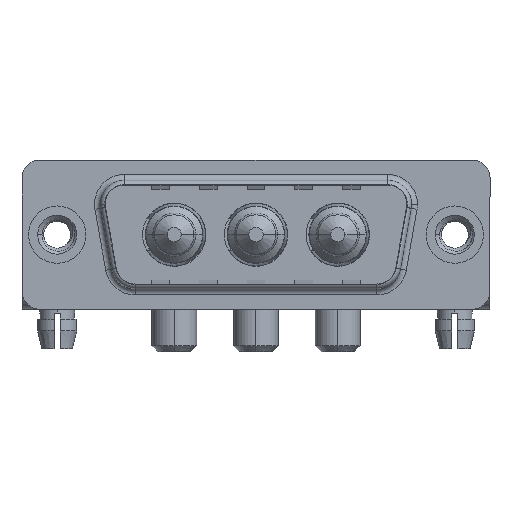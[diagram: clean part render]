
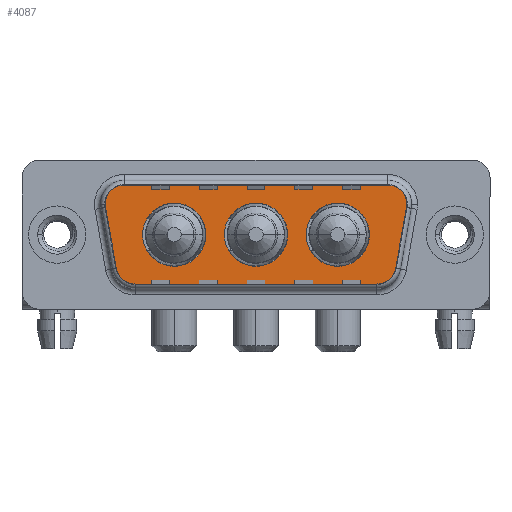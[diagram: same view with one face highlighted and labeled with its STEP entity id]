
A CAD part, top view. The second image highlights one B-rep face of the part: STEP entity #4087.
In plain terms, the highlighted planar face has unit normal (0, 0, 1).
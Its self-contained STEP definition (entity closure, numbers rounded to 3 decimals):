
#26 = DIRECTION ( 'NONE',  ( 0., 0., 1. ) ) ;
#116 = VECTOR ( 'NONE', #12720, 1000. ) ;
#811 = CARTESIAN_POINT ( 'NONE',  ( 29.889, 2.9, 0. ) ) ;
#926 = CARTESIAN_POINT ( 'NONE',  ( 5.411, 2.9, 0. ) ) ;
#1058 = VERTEX_POINT ( 'NONE', #9925 ) ;
#1153 = DIRECTION ( 'NONE',  ( 1., 0., 0. ) ) ;
#1233 = DIRECTION ( 'NONE',  ( 0., 0., 1. ) ) ;
#1297 = VERTEX_POINT ( 'NONE', #5048 ) ;
#1307 = CARTESIAN_POINT ( 'NONE',  ( 9.8, 0., 0. ) ) ;
#1523 = VERTEX_POINT ( 'NONE', #811 ) ;
#1628 = CARTESIAN_POINT ( 'NONE',  ( 12.45, 0., 0. ) ) ;
#2027 = VERTEX_POINT ( 'NONE', #11484 ) ;
#2218 = CARTESIAN_POINT ( 'NONE',  ( 3.441, 2.553, 0. ) ) ;
#2401 = FACE_BOUND ( 'NONE', #10391, .T. ) ;
#2575 = VERTEX_POINT ( 'NONE', #3281 ) ;
#2613 = EDGE_CURVE ( 'NONE', #7244, #1058, #7980, .T. ) ;
#2721 = CARTESIAN_POINT ( 'NONE',  ( 7.15, 0., 0. ) ) ;
#2847 = DIRECTION ( 'NONE',  ( 0., 0., 1. ) ) ;
#3261 = DIRECTION ( 'NONE',  ( -1., 0., 0. ) ) ;
#3272 = EDGE_CURVE ( 'NONE', #10685, #8473, #13419, .T. ) ;
#3281 = CARTESIAN_POINT ( 'NONE',  ( 26.866, -4.9, 0. ) ) ;
#3464 = VECTOR ( 'NONE', #12431, 1000. ) ;
#3540 = CARTESIAN_POINT ( 'NONE',  ( 4.464, -3.247, 0. ) ) ;
#3570 = ORIENTED_EDGE ( 'NONE', *, *, #3272, .F. ) ;
#3615 = DIRECTION ( 'NONE',  ( 1., 0., 0. ) ) ;
#3708 = ORIENTED_EDGE ( 'NONE', *, *, #8999, .T. ) ;
#3758 = EDGE_CURVE ( 'NONE', #7059, #2027, #13427, .T. ) ;
#4066 = ORIENTED_EDGE ( 'NONE', *, *, #10687, .F. ) ;
#4087 = ADVANCED_FACE ( 'NONE', ( #2401, #8100, #7095, #8173 ), #9483, .T. ) ;
#4169 = LINE ( 'NONE', #15067, #5281 ) ;
#4312 = DIRECTION ( 'NONE',  ( 0.174, 0.985, 0. ) ) ;
#4324 = VECTOR ( 'NONE', #4312, 1000. ) ;
#4332 = EDGE_CURVE ( 'NONE', #9896, #2575, #4169, .T. ) ;
#4398 = LINE ( 'NONE', #12580, #4324 ) ;
#4422 = EDGE_CURVE ( 'NONE', #2575, #11089, #9475, .T. ) ;
#4466 = AXIS2_PLACEMENT_3D ( 'NONE', #9798, #2847, #6251 ) ;
#4533 = AXIS2_PLACEMENT_3D ( 'NONE', #12048, #7100, #7393 ) ;
#4541 = VERTEX_POINT ( 'NONE', #9547 ) ;
#4623 = DIRECTION ( 'NONE',  ( 0., 0., 1. ) ) ;
#4920 = EDGE_CURVE ( 'NONE', #1523, #7244, #11983, .T. ) ;
#5035 = CARTESIAN_POINT ( 'NONE',  ( 16.65, 0., 0. ) ) ;
#5048 = CARTESIAN_POINT ( 'NONE',  ( 29.859, 2.553, 0. ) ) ;
#5162 = ORIENTED_EDGE ( 'NONE', *, *, #8015, .T. ) ;
#5203 = EDGE_LOOP ( 'NONE', ( #4066, #7006 ) ) ;
#5281 = VECTOR ( 'NONE', #7685, 1000. ) ;
#5407 = CARTESIAN_POINT ( 'NONE',  ( 6.434, -4.9, 0. ) ) ;
#5516 = CARTESIAN_POINT ( 'NONE',  ( 19.3, 0., 0. ) ) ;
#5620 = DIRECTION ( 'NONE',  ( -1., 0., 0. ) ) ;
#5658 = VERTEX_POINT ( 'NONE', #1628 ) ;
#5741 = DIRECTION ( 'NONE',  ( 0., 0., 1. ) ) ;
#6073 = CIRCLE ( 'NONE', #10006, 2.65 ) ;
#6251 = DIRECTION ( 'NONE',  ( 1., 0., 0. ) ) ;
#6264 = DIRECTION ( 'NONE',  ( 0., 0., 1. ) ) ;
#6354 = CIRCLE ( 'NONE', #10055, 2. ) ;
#6531 = DIRECTION ( 'NONE',  ( 0., 0., 1. ) ) ;
#6551 = CIRCLE ( 'NONE', #12487, 2.65 ) ;
#6791 = ORIENTED_EDGE ( 'NONE', *, *, #4332, .T. ) ;
#7006 = ORIENTED_EDGE ( 'NONE', *, *, #11997, .F. ) ;
#7032 = AXIS2_PLACEMENT_3D ( 'NONE', #7960, #5741, #3261 ) ;
#7059 = VERTEX_POINT ( 'NONE', #13715 ) ;
#7095 = FACE_BOUND ( 'NONE', #5203, .T. ) ;
#7100 = DIRECTION ( 'NONE',  ( 0., 0., 1. ) ) ;
#7146 = DIRECTION ( 'NONE',  ( 0., 0., 1. ) ) ;
#7244 = VERTEX_POINT ( 'NONE', #14114 ) ;
#7393 = DIRECTION ( 'NONE',  ( 1., 0., 0. ) ) ;
#7456 = VERTEX_POINT ( 'NONE', #2721 ) ;
#7480 = AXIS2_PLACEMENT_3D ( 'NONE', #9329, #10578, #11655 ) ;
#7667 = CARTESIAN_POINT ( 'NONE',  ( 28.836, -3.247, 0. ) ) ;
#7685 = DIRECTION ( 'NONE',  ( 1., 0., 0. ) ) ;
#7690 = EDGE_LOOP ( 'NONE', ( #10709, #7731, #9251, #10912, #14123, #11607, #5162, #3708, #6791 ) ) ;
#7731 = ORIENTED_EDGE ( 'NONE', *, *, #10277, .T. ) ;
#7848 = EDGE_CURVE ( 'NONE', #8473, #10685, #7885, .T. ) ;
#7885 = CIRCLE ( 'NONE', #4466, 2.65 ) ;
#7944 = AXIS2_PLACEMENT_3D ( 'NONE', #5035, #6264, #13392 ) ;
#7960 = CARTESIAN_POINT ( 'NONE',  ( 27.889, 2.9, 0. ) ) ;
#7980 = LINE ( 'NONE', #12801, #116 ) ;
#8015 = EDGE_CURVE ( 'NONE', #4541, #10722, #11183, .T. ) ;
#8100 = FACE_BOUND ( 'NONE', #9648, .T. ) ;
#8173 = FACE_OUTER_BOUND ( 'NONE', #7690, .T. ) ;
#8297 = CARTESIAN_POINT ( 'NONE',  ( 23.5, 0., 0. ) ) ;
#8473 = VERTEX_POINT ( 'NONE', #5516 ) ;
#8999 = EDGE_CURVE ( 'NONE', #10722, #9896, #11731, .T. ) ;
#9155 = DIRECTION ( 'NONE',  ( 1., 0., 0. ) ) ;
#9164 = EDGE_CURVE ( 'NONE', #2027, #7059, #15206, .T. ) ;
#9251 = ORIENTED_EDGE ( 'NONE', *, *, #13353, .T. ) ;
#9329 = CARTESIAN_POINT ( 'NONE',  ( 26.866, -2.9, 0. ) ) ;
#9475 = CIRCLE ( 'NONE', #11451, 2. ) ;
#9483 = PLANE ( 'NONE',  #7480 ) ;
#9547 = CARTESIAN_POINT ( 'NONE',  ( 3.441, 2.553, 0. ) ) ;
#9648 = EDGE_LOOP ( 'NONE', ( #11413, #11812 ) ) ;
#9798 = CARTESIAN_POINT ( 'NONE',  ( 16.65, 0., 0. ) ) ;
#9809 = CIRCLE ( 'NONE', #14539, 2. ) ;
#9896 = VERTEX_POINT ( 'NONE', #5407 ) ;
#9925 = CARTESIAN_POINT ( 'NONE',  ( 5.411, 4.9, 0. ) ) ;
#10006 = AXIS2_PLACEMENT_3D ( 'NONE', #1307, #4623, #3615 ) ;
#10055 = AXIS2_PLACEMENT_3D ( 'NONE', #12912, #26, #11658 ) ;
#10248 = DIRECTION ( 'NONE',  ( 1., 0., 0. ) ) ;
#10277 = EDGE_CURVE ( 'NONE', #11089, #1297, #4398, .T. ) ;
#10391 = EDGE_LOOP ( 'NONE', ( #11240, #3570 ) ) ;
#10578 = DIRECTION ( 'NONE',  ( 0., 0., 1. ) ) ;
#10685 = VERTEX_POINT ( 'NONE', #12965 ) ;
#10687 = EDGE_CURVE ( 'NONE', #5658, #7456, #6073, .T. ) ;
#10709 = ORIENTED_EDGE ( 'NONE', *, *, #4422, .T. ) ;
#10722 = VERTEX_POINT ( 'NONE', #3540 ) ;
#10912 = ORIENTED_EDGE ( 'NONE', *, *, #4920, .T. ) ;
#11089 = VERTEX_POINT ( 'NONE', #7667 ) ;
#11183 = LINE ( 'NONE', #2218, #3464 ) ;
#11240 = ORIENTED_EDGE ( 'NONE', *, *, #7848, .F. ) ;
#11326 = CARTESIAN_POINT ( 'NONE',  ( 6.434, -2.9, 0. ) ) ;
#11413 = ORIENTED_EDGE ( 'NONE', *, *, #3758, .F. ) ;
#11451 = AXIS2_PLACEMENT_3D ( 'NONE', #12424, #13841, #10248 ) ;
#11484 = CARTESIAN_POINT ( 'NONE',  ( 20.85, 0., 0. ) ) ;
#11607 = ORIENTED_EDGE ( 'NONE', *, *, #13820, .T. ) ;
#11655 = DIRECTION ( 'NONE',  ( 1., 0., 0. ) ) ;
#11658 = DIRECTION ( 'NONE',  ( -1., 0., 0. ) ) ;
#11720 = DIRECTION ( 'NONE',  ( 0., 0., 1. ) ) ;
#11731 = CIRCLE ( 'NONE', #14462, 2. ) ;
#11812 = ORIENTED_EDGE ( 'NONE', *, *, #9164, .F. ) ;
#11872 = DIRECTION ( 'NONE',  ( 1., 0., 0. ) ) ;
#11877 = CARTESIAN_POINT ( 'NONE',  ( 9.8, 0., 0. ) ) ;
#11983 = CIRCLE ( 'NONE', #7032, 2. ) ;
#11997 = EDGE_CURVE ( 'NONE', #7456, #5658, #6551, .T. ) ;
#12048 = CARTESIAN_POINT ( 'NONE',  ( 23.5, 0., 0. ) ) ;
#12424 = CARTESIAN_POINT ( 'NONE',  ( 26.866, -2.9, 0. ) ) ;
#12431 = DIRECTION ( 'NONE',  ( 0.174, -0.985, 0. ) ) ;
#12487 = AXIS2_PLACEMENT_3D ( 'NONE', #11877, #1233, #1153 ) ;
#12580 = CARTESIAN_POINT ( 'NONE',  ( 29.859, 2.553, 0. ) ) ;
#12720 = DIRECTION ( 'NONE',  ( -1., 0., 0. ) ) ;
#12801 = CARTESIAN_POINT ( 'NONE',  ( 5.411, 4.9, 0. ) ) ;
#12912 = CARTESIAN_POINT ( 'NONE',  ( 27.889, 2.9, 0. ) ) ;
#12965 = CARTESIAN_POINT ( 'NONE',  ( 14., 0., 0. ) ) ;
#13353 = EDGE_CURVE ( 'NONE', #1297, #1523, #6354, .T. ) ;
#13392 = DIRECTION ( 'NONE',  ( 1., 0., 0. ) ) ;
#13419 = CIRCLE ( 'NONE', #7944, 2.65 ) ;
#13427 = CIRCLE ( 'NONE', #4533, 2.65 ) ;
#13715 = CARTESIAN_POINT ( 'NONE',  ( 26.15, 0., 0. ) ) ;
#13723 = AXIS2_PLACEMENT_3D ( 'NONE', #8297, #7146, #11872 ) ;
#13820 = EDGE_CURVE ( 'NONE', #1058, #4541, #9809, .T. ) ;
#13841 = DIRECTION ( 'NONE',  ( 0., 0., 1. ) ) ;
#14114 = CARTESIAN_POINT ( 'NONE',  ( 27.889, 4.9, 0. ) ) ;
#14123 = ORIENTED_EDGE ( 'NONE', *, *, #2613, .T. ) ;
#14462 = AXIS2_PLACEMENT_3D ( 'NONE', #11326, #6531, #5620 ) ;
#14539 = AXIS2_PLACEMENT_3D ( 'NONE', #926, #11720, #9155 ) ;
#15067 = CARTESIAN_POINT ( 'NONE',  ( 6.434, -4.9, 0. ) ) ;
#15206 = CIRCLE ( 'NONE', #13723, 2.65 ) ;
